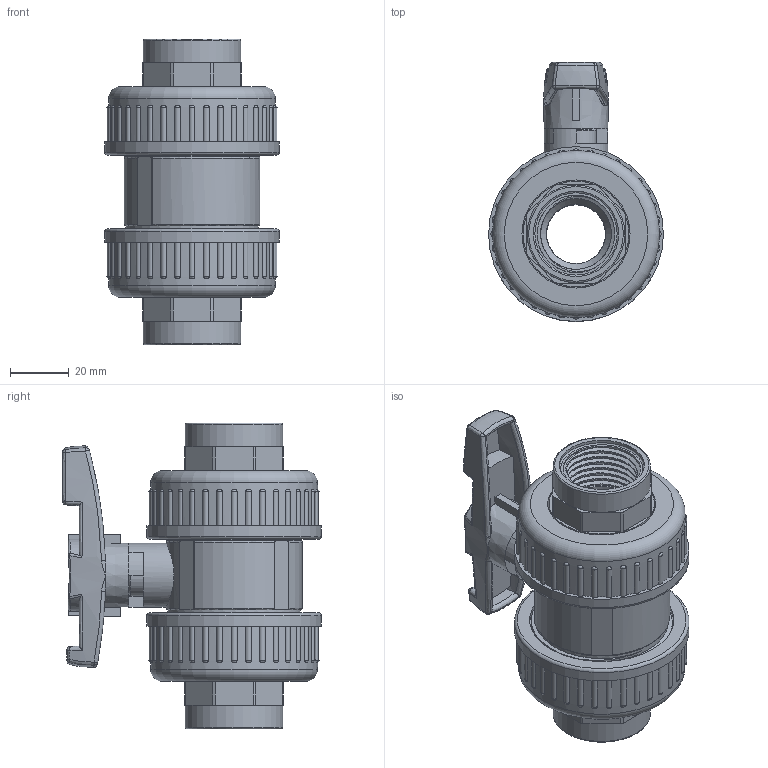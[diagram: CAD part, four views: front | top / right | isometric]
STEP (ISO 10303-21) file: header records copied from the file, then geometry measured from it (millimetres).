
FILE_DESCRIPTION(/* description */ (''),/* implementation_level */ '2;1');
FILE_NAME(/* name */ 'AK0972.000.025.step',/* time_stamp */ '2025-12-30T09:25:47+01:00',/* author */ (''),/* organization */ (''),/* preprocessor_version */ 'ST-DEVELOPER v20.1',/* originating_system */ 'Autodesk Translation Framework v14.21.0.0',/* authorisation */ '');
FILE_SCHEMA (('AUTOMOTIVE_DESIGN { 1 0 10303 214 3 1 1 }'));
Products named in the file (1): 2025-12-30-08-12-25-650
Bounding box: 59.5 x 88.17 x 104.1 mm (x, y, z)
Volume: 152233.7 mm3; surface area: 91195.3 mm2
Topology: 16 solids, 16 shells, 999 faces, 2606 edges, 1695 vertices
Faces by surface type: plane 375, cylinder 279, bspline 267, torus 52, sphere 17, cone 9
Full cylindrical faces by diameter (mm): 1.721 x1, 2.295 x1, 9.7 x4, 14 x3, 14.4 x1, 15.3 x2, 17.1 x1, 20 x3, 20.2 x2, 20.3 x1, 20.5 x1, 21.7 x1, 23.9 x2, 24.117 x2, 24.2 x8, 24.4 x1, 24.5 x2, 26.441 x12, 28.5 x4, 29 x2, 31 x2, 31.5 x2, 33 x2, 33.2 x2, 33.7 x1, 36 x2, 36.8 x2, 38.4 x1, 39 x4, 40.5 x5
Entity records: 59455 total; most frequent: CARTESIAN_POINT 36237, ORIENTED_EDGE 5178, DIRECTION 4282, EDGE_CURVE 2589, VERTEX_POINT 1695, AXIS2_PLACEMENT_3D 1584, LINE 1114, VECTOR 1114
